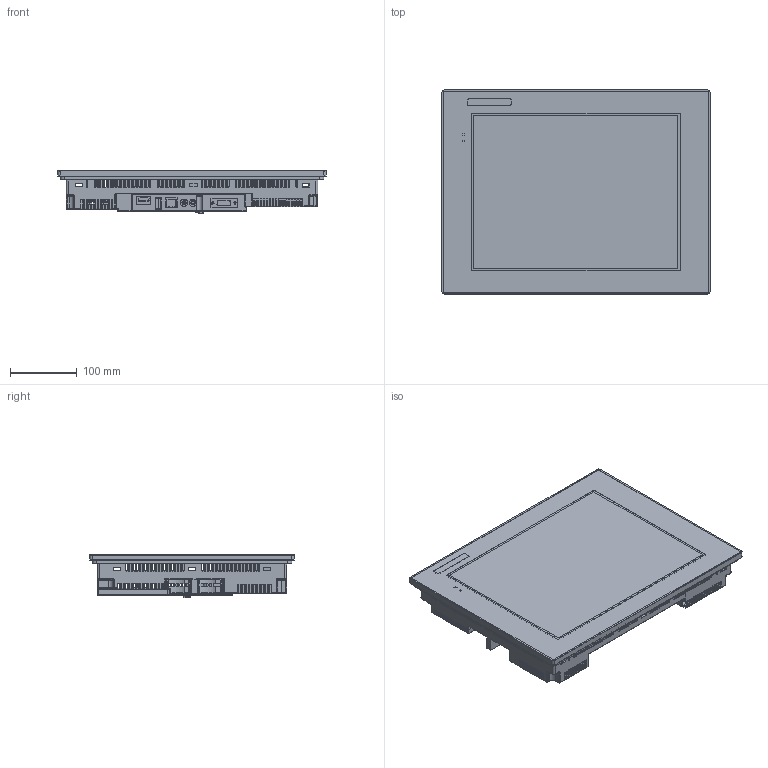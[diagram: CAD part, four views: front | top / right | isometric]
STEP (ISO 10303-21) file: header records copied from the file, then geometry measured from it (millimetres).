
FILE_DESCRIPTION (( 'STEP AP214' ), '1' );
FILE_NAME ('EA9-T15CL.STEP', '2015-02-17T16:21:22', ( '' ), ( '' ), 'SwSTEP 2.0', 'SolidWorks 2014', '' );
FILE_SCHEMA (( 'AUTOMOTIVE_DESIGN' ));
Length unit declared in the file: inch
Products named in the file (1): EA9-T15CL
Bounding box: 402 x 305.99 x 65.48 mm (x, y, z)
Volume: 1086315.6 mm3; surface area: 734986.8 mm2
Topology: 4 solids, 4 shells, 3212 faces, 10066 edges, 6608 vertices
Faces by surface type: plane 1676, cylinder 1434, torus 70, sphere 25, bspline 7
Entity records: 115326 total; most frequent: CARTESIAN_POINT 20295, ORIENTED_EDGE 20068, DIRECTION 19320, EDGE_CURVE 10034, LINE 7086, VECTOR 7086, VERTEX_POINT 6608, AXIS2_PLACEMENT_3D 6117
